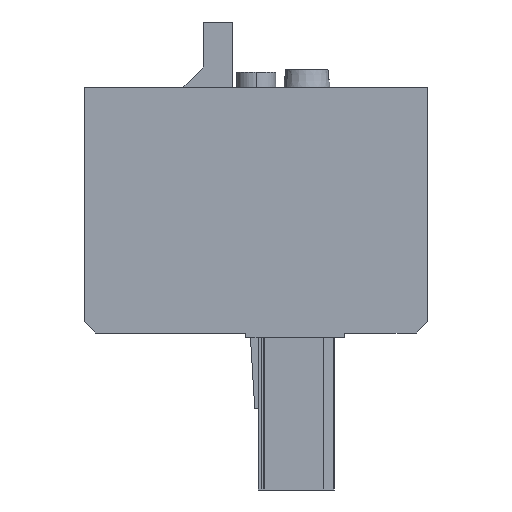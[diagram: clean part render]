
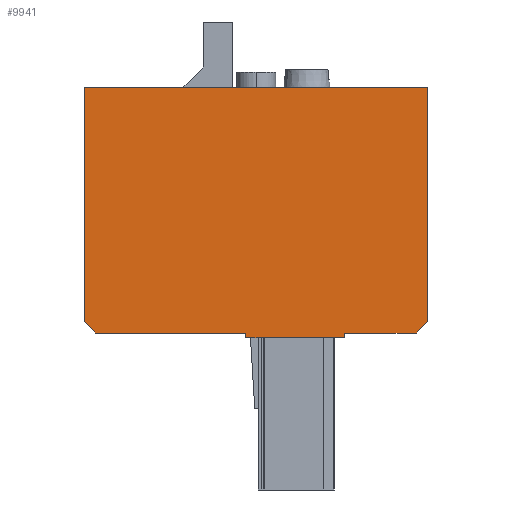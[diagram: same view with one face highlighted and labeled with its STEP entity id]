
A CAD part, left-side view. The second image highlights one B-rep face of the part: STEP entity #9941.
In plain terms, the highlighted planar face has unit normal (-1, 0, 0).
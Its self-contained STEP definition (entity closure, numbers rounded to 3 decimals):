
#9922=AXIS2_PLACEMENT_3D('Plane Axis2P3D',#9919,#9920,#9921) ;
#3889=CARTESIAN_POINT('Vertex',(0.,0.,41.05)) ;
#3905=CARTESIAN_POINT('Vertex',(0.,35.05,41.05)) ;
#3908=CARTESIAN_POINT('Line Origine',(0.,17.525,41.05)) ;
#4853=CARTESIAN_POINT('Vertex',(0.,35.05,17.2)) ;
#4858=CARTESIAN_POINT('Line Origine',(0.,35.05,29.125)) ;
#5293=CARTESIAN_POINT('Vertex',(0.,33.85,16.)) ;
#5298=CARTESIAN_POINT('Line Origine',(0.,34.45,16.6)) ;
#5325=CARTESIAN_POINT('Vertex',(0.,18.55,16.)) ;
#5330=CARTESIAN_POINT('Line Origine',(0.,26.2,16.)) ;
#5407=CARTESIAN_POINT('Vertex',(0.,8.5,15.5)) ;
#5410=CARTESIAN_POINT('Line Origine',(0.,13.525,15.5)) ;
#5414=CARTESIAN_POINT('Vertex',(0.,18.55,15.5)) ;
#5832=CARTESIAN_POINT('Vertex',(0.,1.2,16.)) ;
#5837=CARTESIAN_POINT('Line Origine',(0.,4.85,16.)) ;
#5841=CARTESIAN_POINT('Vertex',(0.,8.5,16.)) ;
#7876=CARTESIAN_POINT('Line Origine',(0.,0.,29.125)) ;
#7880=CARTESIAN_POINT('Vertex',(0.,0.,17.2)) ;
#7901=CARTESIAN_POINT('Line Origine',(0.,0.6,16.6)) ;
#7919=CARTESIAN_POINT('Line Origine',(0.,8.5,15.75)) ;
#9919=CARTESIAN_POINT('Axis2P3D Location',(0.,0.,0.)) ;
#9924=CARTESIAN_POINT('Line Origine',(0.,18.55,15.75)) ;
#3909=DIRECTION('Vector Direction',(0.,1.,0.)) ;
#4859=DIRECTION('Vector Direction',(0.,0.,-1.)) ;
#5299=DIRECTION('Vector Direction',(0.,-0.707,-0.707)) ;
#5331=DIRECTION('Vector Direction',(0.,-1.,0.)) ;
#5411=DIRECTION('Vector Direction',(0.,-1.,0.)) ;
#5838=DIRECTION('Vector Direction',(0.,-1.,0.)) ;
#7877=DIRECTION('Vector Direction',(0.,0.,1.)) ;
#7902=DIRECTION('Vector Direction',(0.,-0.707,0.707)) ;
#7920=DIRECTION('Vector Direction',(0.,0.,-1.)) ;
#9920=DIRECTION('Axis2P3D Direction',(-1.,0.,0.)) ;
#9921=DIRECTION('Axis2P3D XDirection',(0.,0.,1.)) ;
#9925=DIRECTION('Vector Direction',(0.,0.,-1.)) ;
#3910=VECTOR('Line Direction',#3909,1.) ;
#4860=VECTOR('Line Direction',#4859,1.) ;
#5300=VECTOR('Line Direction',#5299,1.) ;
#5332=VECTOR('Line Direction',#5331,1.) ;
#5412=VECTOR('Line Direction',#5411,1.) ;
#5839=VECTOR('Line Direction',#5838,1.) ;
#7878=VECTOR('Line Direction',#7877,1.) ;
#7903=VECTOR('Line Direction',#7902,1.) ;
#7921=VECTOR('Line Direction',#7920,1.) ;
#9926=VECTOR('Line Direction',#9925,1.) ;
#9930=ORIENTED_EDGE('',*,*,#7882,.T.) ;
#9931=ORIENTED_EDGE('',*,*,#3912,.T.) ;
#9932=ORIENTED_EDGE('',*,*,#4862,.T.) ;
#9933=ORIENTED_EDGE('',*,*,#5302,.T.) ;
#9934=ORIENTED_EDGE('',*,*,#5334,.T.) ;
#9935=ORIENTED_EDGE('',*,*,#9928,.T.) ;
#9936=ORIENTED_EDGE('',*,*,#5416,.T.) ;
#9937=ORIENTED_EDGE('',*,*,#7923,.T.) ;
#9938=ORIENTED_EDGE('',*,*,#5843,.T.) ;
#9939=ORIENTED_EDGE('',*,*,#7905,.T.) ;
#9941=ADVANCED_FACE('HOUSING',(#9940),#9923,.T.) ;
#3912=EDGE_CURVE('',#3890,#3906,#3911,.T.) ;
#4862=EDGE_CURVE('',#3906,#4854,#4861,.T.) ;
#5302=EDGE_CURVE('',#4854,#5294,#5301,.T.) ;
#5334=EDGE_CURVE('',#5294,#5326,#5333,.T.) ;
#5416=EDGE_CURVE('',#5415,#5408,#5413,.T.) ;
#5843=EDGE_CURVE('',#5842,#5833,#5840,.T.) ;
#7882=EDGE_CURVE('',#7881,#3890,#7879,.T.) ;
#7905=EDGE_CURVE('',#5833,#7881,#7904,.T.) ;
#7923=EDGE_CURVE('',#5408,#5842,#7922,.F.) ;
#9928=EDGE_CURVE('',#5326,#5415,#9927,.T.) ;
#9929=EDGE_LOOP('',(#9930,#9931,#9932,#9933,#9934,#9935,#9936,#9937,#9938,#9939)) ;
#9940=FACE_OUTER_BOUND('',#9929,.T.) ;
#3911=LINE('Line',#3908,#3910) ;
#4861=LINE('Line',#4858,#4860) ;
#5301=LINE('Line',#5298,#5300) ;
#5333=LINE('Line',#5330,#5332) ;
#5413=LINE('Line',#5410,#5412) ;
#5840=LINE('Line',#5837,#5839) ;
#7879=LINE('Line',#7876,#7878) ;
#7904=LINE('Line',#7901,#7903) ;
#7922=LINE('Line',#7919,#7921) ;
#9927=LINE('Line',#9924,#9926) ;
#9923=PLANE('',#9922) ;
#3890=VERTEX_POINT('',#3889) ;
#3906=VERTEX_POINT('',#3905) ;
#4854=VERTEX_POINT('',#4853) ;
#5294=VERTEX_POINT('',#5293) ;
#5326=VERTEX_POINT('',#5325) ;
#5408=VERTEX_POINT('',#5407) ;
#5415=VERTEX_POINT('',#5414) ;
#5833=VERTEX_POINT('',#5832) ;
#5842=VERTEX_POINT('',#5841) ;
#7881=VERTEX_POINT('',#7880) ;
